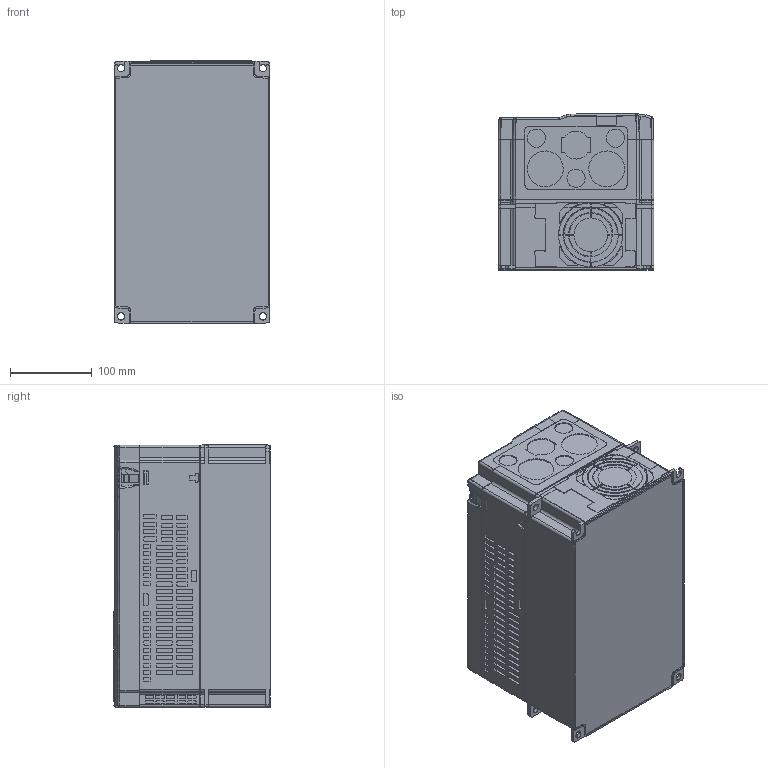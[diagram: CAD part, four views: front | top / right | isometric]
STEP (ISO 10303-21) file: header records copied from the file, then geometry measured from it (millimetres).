
FILE_DESCRIPTION (( 'STEP AP214' ), '1' );
FILE_NAME ('GS4-2010 EXT 1 red 1b extb Thickn 2 COMPLETE NEW ext1 cut2 -surf Db.STEP', '2021-04-01T11:41:07', ( '' ), ( '' ), 'SwSTEP 2.0', 'SolidWorks 2017', '' );
FILE_SCHEMA (( 'AUTOMOTIVE_DESIGN' ));
Length unit declared in the file: millimetre
Products named in the file (1): GS4-2010 EXT 1 red 1b extb Thickn 2 COMPLETE NEW ext1 cut2 -surf Db
Bounding box: 190 x 191.21 x 320.68 mm (x, y, z)
Volume: 7276725.9 mm3; surface area: 863396.2 mm2
Topology: 4 solids, 4 shells, 2399 faces, 6647 edges, 4398 vertices
Faces by surface type: plane 1330, bspline 925, cylinder 138, torus 6
Entity records: 133261 total; most frequent: CARTESIAN_POINT 79194, ORIENTED_EDGE 13278, DIRECTION 7315, EDGE_CURVE 6639, VERTEX_POINT 4398, VECTOR 3869, LINE 3869, EDGE_LOOP 2691
